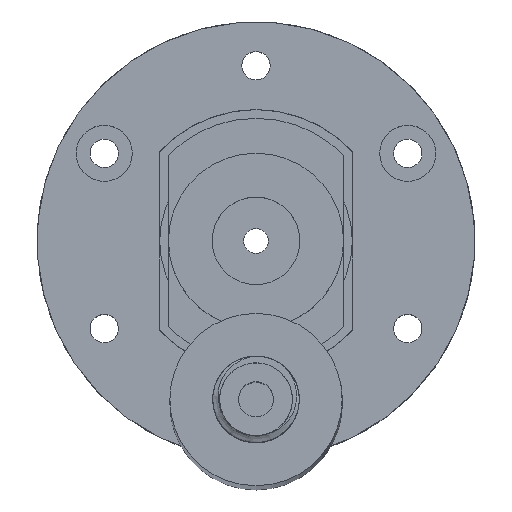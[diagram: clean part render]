
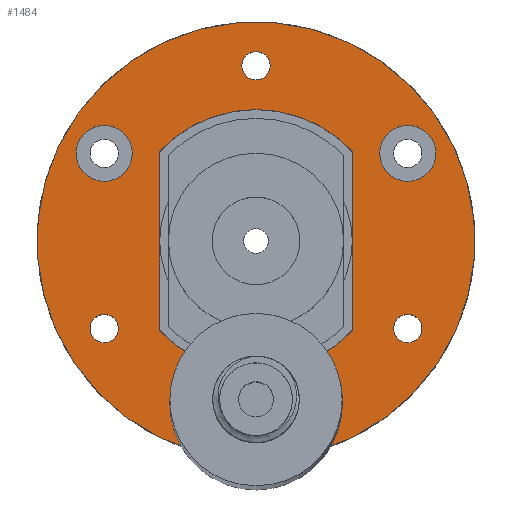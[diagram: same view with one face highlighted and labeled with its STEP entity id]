
A CAD part, top view. The second image highlights one B-rep face of the part: STEP entity #1484.
In plain terms, the highlighted planar face has unit normal (0, 0, 1).
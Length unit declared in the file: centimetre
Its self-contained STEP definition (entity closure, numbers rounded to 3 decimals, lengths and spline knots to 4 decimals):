
#89=LINE('',#2232,#137);
#100=LINE('',#2270,#148);
#108=LINE('',#2299,#156);
#111=LINE('',#2307,#159);
#137=VECTOR('',#1833,1.);
#148=VECTOR('',#1870,1.);
#156=VECTOR('',#1898,1.);
#159=VECTOR('',#1907,1.);
#215=PLANE('',#1633);
#285=FACE_BOUND('',#504,.T.);
#286=FACE_BOUND('',#505,.T.);
#287=FACE_BOUND('',#506,.T.);
#288=FACE_BOUND('',#507,.T.);
#289=FACE_BOUND('',#508,.T.);
#366=FACE_OUTER_BOUND('',#503,.T.);
#503=EDGE_LOOP('',(#1162,#1163,#1164,#1165,#1166,#1167,#1168,#1169));
#504=EDGE_LOOP('',(#1170));
#505=EDGE_LOOP('',(#1171));
#506=EDGE_LOOP('',(#1172));
#507=EDGE_LOOP('',(#1173));
#508=EDGE_LOOP('',(#1174));
#633=CIRCLE('',#1591,0.1029);
#635=CIRCLE('',#1594,0.1029);
#637=CIRCLE('',#1597,0.1029);
#643=CIRCLE('',#1607,1.5875);
#652=CIRCLE('',#1623,0.9525);
#653=CIRCLE('',#1626,0.9525);
#654=CIRCLE('',#1627,0.9525);
#655=CIRCLE('',#1629,0.2032);
#656=CIRCLE('',#1631,0.2032);
#723=VERTEX_POINT('',#2217);
#725=VERTEX_POINT('',#2222);
#727=VERTEX_POINT('',#2227);
#728=VERTEX_POINT('',#2230);
#729=VERTEX_POINT('',#2231);
#740=VERTEX_POINT('',#2259);
#743=VERTEX_POINT('',#2269);
#753=VERTEX_POINT('',#2296);
#754=VERTEX_POINT('',#2298);
#755=VERTEX_POINT('',#2302);
#756=VERTEX_POINT('',#2306);
#757=VERTEX_POINT('',#2313);
#758=VERTEX_POINT('',#2316);
#870=EDGE_CURVE('',#723,#723,#633,.T.);
#872=EDGE_CURVE('',#725,#725,#635,.T.);
#874=EDGE_CURVE('',#727,#727,#637,.T.);
#875=EDGE_CURVE('',#728,#729,#89,.T.);
#890=EDGE_CURVE('',#729,#740,#643,.T.);
#894=EDGE_CURVE('',#740,#743,#100,.T.);
#908=EDGE_CURVE('',#754,#753,#108,.T.);
#910=EDGE_CURVE('',#755,#754,#652,.T.);
#912=EDGE_CURVE('',#756,#755,#111,.T.);
#914=EDGE_CURVE('',#753,#728,#653,.T.);
#915=EDGE_CURVE('',#743,#756,#654,.T.);
#916=EDGE_CURVE('',#757,#757,#655,.T.);
#917=EDGE_CURVE('',#758,#758,#656,.T.);
#1162=ORIENTED_EDGE('',*,*,#875,.T.);
#1163=ORIENTED_EDGE('',*,*,#890,.T.);
#1164=ORIENTED_EDGE('',*,*,#894,.T.);
#1165=ORIENTED_EDGE('',*,*,#915,.T.);
#1166=ORIENTED_EDGE('',*,*,#912,.T.);
#1167=ORIENTED_EDGE('',*,*,#910,.T.);
#1168=ORIENTED_EDGE('',*,*,#908,.T.);
#1169=ORIENTED_EDGE('',*,*,#914,.T.);
#1170=ORIENTED_EDGE('',*,*,#870,.T.);
#1171=ORIENTED_EDGE('',*,*,#872,.T.);
#1172=ORIENTED_EDGE('',*,*,#874,.T.);
#1173=ORIENTED_EDGE('',*,*,#917,.T.);
#1174=ORIENTED_EDGE('',*,*,#916,.T.);
#1484=ADVANCED_FACE('',(#366,#285,#286,#287,#288,#289),#215,.T.);
#1591=AXIS2_PLACEMENT_3D('',#2218,#1817,#1818);
#1594=AXIS2_PLACEMENT_3D('',#2223,#1823,#1824);
#1597=AXIS2_PLACEMENT_3D('',#2228,#1829,#1830);
#1607=AXIS2_PLACEMENT_3D('',#2261,#1859,#1860);
#1623=AXIS2_PLACEMENT_3D('',#2303,#1902,#1903);
#1626=AXIS2_PLACEMENT_3D('',#2310,#1911,#1912);
#1627=AXIS2_PLACEMENT_3D('',#2311,#1913,#1914);
#1629=AXIS2_PLACEMENT_3D('',#2314,#1917,#1918);
#1631=AXIS2_PLACEMENT_3D('',#2317,#1921,#1922);
#1633=AXIS2_PLACEMENT_3D('',#2319,#1925,#1926);
#1817=DIRECTION('center_axis',(0.,0.,-1.));
#1818=DIRECTION('ref_axis',(1.,0.,0.));
#1823=DIRECTION('center_axis',(0.,0.,-1.));
#1824=DIRECTION('ref_axis',(1.,0.,0.));
#1829=DIRECTION('center_axis',(0.,0.,-1.));
#1830=DIRECTION('ref_axis',(1.,0.,0.));
#1833=DIRECTION('',(0.,-1.,0.));
#1859=DIRECTION('center_axis',(0.,0.,1.));
#1860=DIRECTION('ref_axis',(1.,0.,0.));
#1870=DIRECTION('',(0.,1.,0.));
#1898=DIRECTION('',(0.,-1.,0.));
#1902=DIRECTION('center_axis',(0.,0.,-1.));
#1903=DIRECTION('ref_axis',(1.,0.,0.));
#1907=DIRECTION('',(0.,1.,0.));
#1911=DIRECTION('center_axis',(0.,0.,-1.));
#1912=DIRECTION('ref_axis',(1.,0.,0.));
#1913=DIRECTION('center_axis',(0.,0.,-1.));
#1914=DIRECTION('ref_axis',(1.,0.,0.));
#1917=DIRECTION('center_axis',(0.,0.,-1.));
#1918=DIRECTION('ref_axis',(1.,0.,0.));
#1921=DIRECTION('center_axis',(0.,0.,-1.));
#1922=DIRECTION('ref_axis',(1.,0.,0.));
#1925=DIRECTION('center_axis',(0.,0.,1.));
#1926=DIRECTION('ref_axis',(1.,0.,0.));
#2217=CARTESIAN_POINT('',(0.997,-0.635,0.5334));
#2218=CARTESIAN_POINT('Origin',(1.0999,-0.635,0.5334));
#2222=CARTESIAN_POINT('',(-0.1029,1.27,0.5334));
#2223=CARTESIAN_POINT('Origin',(0.,1.27,0.5334));
#2227=CARTESIAN_POINT('',(-1.2027,-0.635,0.5334));
#2228=CARTESIAN_POINT('Origin',(-1.0999,-0.635,0.5334));
#2230=CARTESIAN_POINT('',(0.4445,-0.8424,0.5334));
#2231=CARTESIAN_POINT('',(0.4445,-1.524,0.5334));
#2232=CARTESIAN_POINT('',(0.4445,-0.762,0.5334));
#2259=CARTESIAN_POINT('',(-0.4445,-1.524,0.5334));
#2261=CARTESIAN_POINT('Origin',(0.,0.,0.5334));
#2269=CARTESIAN_POINT('',(-0.4445,-0.8424,0.5334));
#2270=CARTESIAN_POINT('',(-0.4445,-0.4212,0.5334));
#2296=CARTESIAN_POINT('',(0.6985,-0.6476,0.5334));
#2298=CARTESIAN_POINT('',(0.6985,0.6476,0.5334));
#2299=CARTESIAN_POINT('',(0.6985,0.6476,0.5334));
#2302=CARTESIAN_POINT('',(-0.6985,0.6476,0.5334));
#2303=CARTESIAN_POINT('Origin',(0.,0.,0.5334));
#2306=CARTESIAN_POINT('',(-0.6985,-0.6476,0.5334));
#2307=CARTESIAN_POINT('',(-0.6985,-0.6476,0.5334));
#2310=CARTESIAN_POINT('Origin',(0.,0.,0.5334));
#2311=CARTESIAN_POINT('Origin',(0.,0.,0.5334));
#2313=CARTESIAN_POINT('',(0.8967,0.635,0.5334));
#2314=CARTESIAN_POINT('Origin',(1.0999,0.635,0.5334));
#2316=CARTESIAN_POINT('',(-1.3031,0.635,0.5334));
#2317=CARTESIAN_POINT('Origin',(-1.0999,0.635,0.5334));
#2319=CARTESIAN_POINT('Origin',(0.,0.,0.5334));
